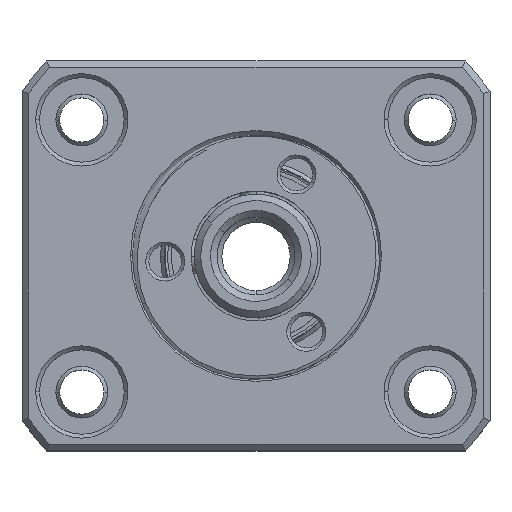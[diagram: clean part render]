
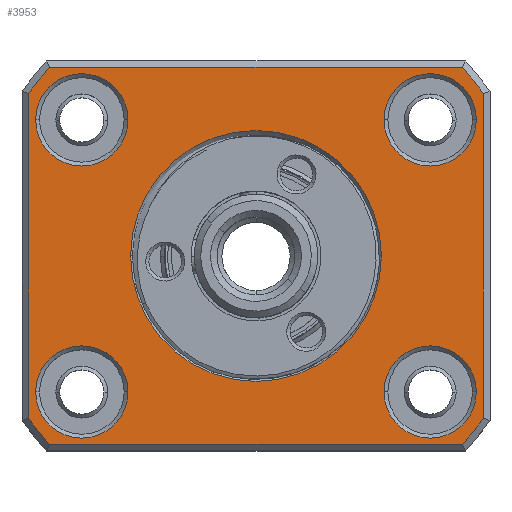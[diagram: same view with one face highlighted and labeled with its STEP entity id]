
A CAD part, top view. The second image highlights one B-rep face of the part: STEP entity #3953.
In plain terms, the highlighted planar face has unit normal (0, 0, 1).
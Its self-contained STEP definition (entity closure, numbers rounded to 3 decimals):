
#92=PLANE('',#953);
#294=VECTOR('',#1702,1.);
#295=VECTOR('',#1705,1.);
#296=VECTOR('',#1708,1.);
#297=VECTOR('',#1711,1.);
#438=LINE('',#5947,#294);
#439=LINE('',#5952,#295);
#440=LINE('',#5956,#296);
#441=LINE('',#5960,#297);
#590=CIRCLE('',#897,3.55);
#593=CIRCLE('',#902,3.55);
#596=CIRCLE('',#907,3.55);
#599=CIRCLE('',#912,3.55);
#601=CIRCLE('',#916,9.65);
#604=CIRCLE('',#920,9.65);
#609=CIRCLE('',#928,3.55);
#614=CIRCLE('',#936,3.55);
#619=CIRCLE('',#944,3.55);
#624=CIRCLE('',#952,3.55);
#625=CIRCLE('',#954,21.5);
#626=CIRCLE('',#955,21.5);
#627=CIRCLE('',#956,21.5);
#628=CIRCLE('',#957,21.5);
#897=AXIS2_PLACEMENT_3D('',#5739,#1576,#1577);
#902=AXIS2_PLACEMENT_3D('',#5754,#1590,#1591);
#907=AXIS2_PLACEMENT_3D('',#5769,#1604,#1605);
#912=AXIS2_PLACEMENT_3D('',#5784,#1618,#1619);
#916=AXIS2_PLACEMENT_3D('',#5828,#1630,#1631);
#920=AXIS2_PLACEMENT_3D('',#5905,#1639,#1640);
#928=AXIS2_PLACEMENT_3D('',#5915,#1654,#1655);
#936=AXIS2_PLACEMENT_3D('',#5925,#1669,#1670);
#944=AXIS2_PLACEMENT_3D('',#5935,#1684,#1685);
#952=AXIS2_PLACEMENT_3D('',#5945,#1699,#1700);
#953=AXIS2_PLACEMENT_3D('',#5946,#1701,$);
#954=AXIS2_PLACEMENT_3D('',#5950,#1703,#1704);
#955=AXIS2_PLACEMENT_3D('',#5954,#1706,#1707);
#956=AXIS2_PLACEMENT_3D('',#5958,#1709,#1710);
#957=AXIS2_PLACEMENT_3D('',#5962,#1712,#1713);
#1576=DIRECTION('',(0.,0.,-1.));
#1577=DIRECTION('',(3.55,0.,0.));
#1590=DIRECTION('',(0.,0.,-1.));
#1591=DIRECTION('',(3.55,0.,0.));
#1604=DIRECTION('',(0.,0.,-1.));
#1605=DIRECTION('',(3.55,0.,0.));
#1618=DIRECTION('',(0.,0.,-1.));
#1619=DIRECTION('',(3.55,0.,0.));
#1630=DIRECTION('',(0.,0.,-1.));
#1631=DIRECTION('',(9.65,0.,0.));
#1639=DIRECTION('',(0.,0.,-1.));
#1640=DIRECTION('',(9.65,0.,0.));
#1654=DIRECTION('',(0.,0.,-1.));
#1655=DIRECTION('',(3.55,0.,0.));
#1669=DIRECTION('',(0.,0.,-1.));
#1670=DIRECTION('',(3.55,0.,0.));
#1684=DIRECTION('',(0.,0.,-1.));
#1685=DIRECTION('',(3.55,0.,0.));
#1699=DIRECTION('',(0.,0.,-1.));
#1700=DIRECTION('',(3.55,0.,0.));
#1701=DIRECTION('',(0.,0.,1.));
#1702=DIRECTION('',(-1.,0.,0.));
#1703=DIRECTION('',(0.,0.,1.));
#1704=DIRECTION('',(21.5,0.,0.));
#1705=DIRECTION('',(0.,-1.,0.));
#1706=DIRECTION('',(0.,0.,1.));
#1707=DIRECTION('',(21.5,0.,0.));
#1708=DIRECTION('',(1.,0.,0.));
#1709=DIRECTION('',(0.,0.,1.));
#1710=DIRECTION('',(21.5,0.,0.));
#1711=DIRECTION('',(0.,1.,0.));
#1712=DIRECTION('',(0.,0.,1.));
#1713=DIRECTION('',(21.5,0.,0.));
#2098=VERTEX_POINT('',#5738);
#2099=VERTEX_POINT('',#5740);
#2104=VERTEX_POINT('',#5753);
#2105=VERTEX_POINT('',#5755);
#2110=VERTEX_POINT('',#5768);
#2111=VERTEX_POINT('',#5770);
#2116=VERTEX_POINT('',#5783);
#2117=VERTEX_POINT('',#5785);
#2122=VERTEX_POINT('',#5827);
#2123=VERTEX_POINT('',#5829);
#2135=VERTEX_POINT('',#5948);
#2136=VERTEX_POINT('',#5949);
#2137=VERTEX_POINT('',#5951);
#2138=VERTEX_POINT('',#5953);
#2139=VERTEX_POINT('',#5955);
#2140=VERTEX_POINT('',#5957);
#2141=VERTEX_POINT('',#5959);
#2142=VERTEX_POINT('',#5961);
#2516=EDGE_CURVE('',#2099,#2098,#590,.T.);
#2523=EDGE_CURVE('',#2105,#2104,#593,.T.);
#2530=EDGE_CURVE('',#2111,#2110,#596,.T.);
#2537=EDGE_CURVE('',#2117,#2116,#599,.T.);
#2544=EDGE_CURVE('',#2123,#2122,#601,.T.);
#2550=EDGE_CURVE('',#2122,#2123,#604,.T.);
#2555=EDGE_CURVE('',#2116,#2117,#609,.T.);
#2560=EDGE_CURVE('',#2110,#2111,#614,.T.);
#2565=EDGE_CURVE('',#2104,#2105,#619,.T.);
#2570=EDGE_CURVE('',#2098,#2099,#624,.T.);
#2571=EDGE_CURVE('',#2135,#2136,#438,.T.);
#2572=EDGE_CURVE('',#2136,#2137,#625,.T.);
#2573=EDGE_CURVE('',#2137,#2138,#439,.T.);
#2574=EDGE_CURVE('',#2138,#2139,#626,.T.);
#2575=EDGE_CURVE('',#2139,#2140,#440,.T.);
#2576=EDGE_CURVE('',#2140,#2141,#627,.T.);
#2577=EDGE_CURVE('',#2141,#2142,#441,.T.);
#2578=EDGE_CURVE('',#2142,#2135,#628,.T.);
#3229=ORIENTED_EDGE('',*,*,#2516,.T.);
#3230=ORIENTED_EDGE('',*,*,#2570,.T.);
#3231=ORIENTED_EDGE('',*,*,#2523,.T.);
#3232=ORIENTED_EDGE('',*,*,#2565,.T.);
#3233=ORIENTED_EDGE('',*,*,#2530,.T.);
#3234=ORIENTED_EDGE('',*,*,#2560,.T.);
#3235=ORIENTED_EDGE('',*,*,#2537,.T.);
#3236=ORIENTED_EDGE('',*,*,#2555,.T.);
#3237=ORIENTED_EDGE('',*,*,#2544,.T.);
#3238=ORIENTED_EDGE('',*,*,#2550,.T.);
#3239=ORIENTED_EDGE('',*,*,#2571,.T.);
#3240=ORIENTED_EDGE('',*,*,#2572,.T.);
#3241=ORIENTED_EDGE('',*,*,#2573,.T.);
#3242=ORIENTED_EDGE('',*,*,#2574,.T.);
#3243=ORIENTED_EDGE('',*,*,#2575,.T.);
#3244=ORIENTED_EDGE('',*,*,#2576,.T.);
#3245=ORIENTED_EDGE('',*,*,#2577,.T.);
#3246=ORIENTED_EDGE('',*,*,#2578,.T.);
#3565=EDGE_LOOP('',(#3229,#3230));
#3566=EDGE_LOOP('',(#3231,#3232));
#3567=EDGE_LOOP('',(#3233,#3234));
#3568=EDGE_LOOP('',(#3235,#3236));
#3569=EDGE_LOOP('',(#3237,#3238));
#3570=EDGE_LOOP('',(#3239,#3240,#3241,#3242,#3243,#3244,#3245,#3246));
#3767=FACE_BOUND('',#3565,.T.);
#3768=FACE_BOUND('',#3566,.T.);
#3769=FACE_BOUND('',#3567,.T.);
#3770=FACE_BOUND('',#3568,.T.);
#3771=FACE_BOUND('',#3569,.T.);
#3772=FACE_BOUND('',#3570,.T.);
#3953=ADVANCED_FACE('',(#3767,#3768,#3769,#3770,#3771,#3772),#92,.T.);
#5738=CARTESIAN_POINT('',(-16.946,10.466,0.));
#5739=CARTESIAN_POINT('',(-13.396,10.466,0.));
#5740=CARTESIAN_POINT('',(-9.846,10.466,0.));
#5753=CARTESIAN_POINT('',(-16.946,-10.466,0.));
#5754=CARTESIAN_POINT('',(-13.396,-10.466,0.));
#5755=CARTESIAN_POINT('',(-9.846,-10.466,0.));
#5768=CARTESIAN_POINT('',(9.846,-10.466,0.));
#5769=CARTESIAN_POINT('',(13.396,-10.466,0.));
#5770=CARTESIAN_POINT('',(16.946,-10.466,0.));
#5783=CARTESIAN_POINT('',(9.846,10.466,0.));
#5784=CARTESIAN_POINT('',(13.396,10.466,0.));
#5785=CARTESIAN_POINT('',(16.946,10.466,0.));
#5827=CARTESIAN_POINT('',(-9.65,0.,0.));
#5828=CARTESIAN_POINT('',(0.,0.,0.));
#5829=CARTESIAN_POINT('',(9.65,0.,0.));
#5905=CARTESIAN_POINT('',(0.,0.,0.));
#5915=CARTESIAN_POINT('',(13.396,10.466,0.));
#5925=CARTESIAN_POINT('',(13.396,-10.466,0.));
#5935=CARTESIAN_POINT('',(-13.396,-10.466,0.));
#5945=CARTESIAN_POINT('',(-13.396,10.466,0.));
#5946=CARTESIAN_POINT('',(9.,0.,0.));
#5947=CARTESIAN_POINT('',(15.875,14.5,0.));
#5948=CARTESIAN_POINT('',(15.875,14.5,0.));
#5949=CARTESIAN_POINT('',(-15.875,14.5,0.));
#5950=CARTESIAN_POINT('',(0.,0.,0.));
#5951=CARTESIAN_POINT('',(-17.5,12.49,0.));
#5952=CARTESIAN_POINT('',(-17.5,12.49,0.));
#5953=CARTESIAN_POINT('',(-17.5,-12.49,0.));
#5954=CARTESIAN_POINT('',(0.,0.,0.));
#5955=CARTESIAN_POINT('',(-15.875,-14.5,0.));
#5956=CARTESIAN_POINT('',(-15.875,-14.5,0.));
#5957=CARTESIAN_POINT('',(15.875,-14.5,0.));
#5958=CARTESIAN_POINT('',(0.,0.,0.));
#5959=CARTESIAN_POINT('',(17.5,-12.49,0.));
#5960=CARTESIAN_POINT('',(17.5,-12.49,0.));
#5961=CARTESIAN_POINT('',(17.5,12.49,0.));
#5962=CARTESIAN_POINT('',(0.,0.,0.));
